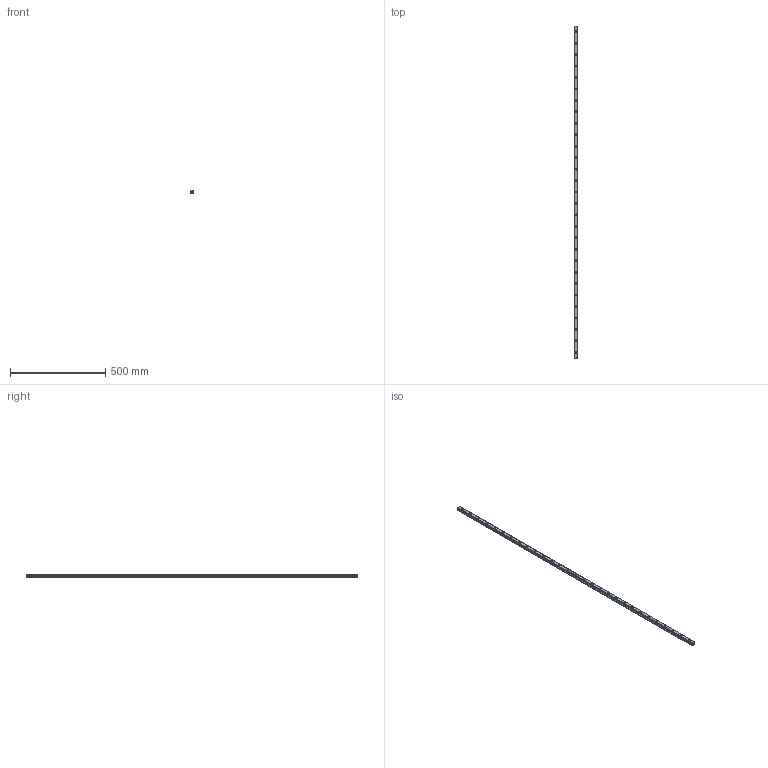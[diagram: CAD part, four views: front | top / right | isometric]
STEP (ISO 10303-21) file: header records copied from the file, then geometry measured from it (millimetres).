
FILE_DESCRIPTION(('STEP AP214'),'1');
FILE_NAME('cctmp_134DF8DD-8060-4C24-8089-5C402B04D339_2020_5_18_13_15_58_638..stp','2020-05-18T11:15:58',('HIWIN GmbH'),('CADClick - www.CADClick.com'),'Spatial InterOp 3D',' ','unknown authorization');
FILE_SCHEMA(('AUTOMOTIVE_DESIGN'));
Length unit declared in the file: millimetre
Products named in the file (1): HGR20R1740H_FILE
Bounding box: 20 x 1740 x 17.5 mm (x, y, z)
Volume: 497447.8 mm3; surface area: 147797.4 mm2
Topology: 1 solids, 1 shells, 368 faces, 825 edges, 550 vertices
Faces by surface type: cylinder 196, plane 172
Entity records: 13369 total; most frequent: DIRECTION 1955, CARTESIAN_POINT 1744, ORIENTED_EDGE 1650, EDGE_CURVE 825, AXIS2_PLACEMENT_3D 761, VERTEX_POINT 550, EDGE_LOOP 459, LINE 433
